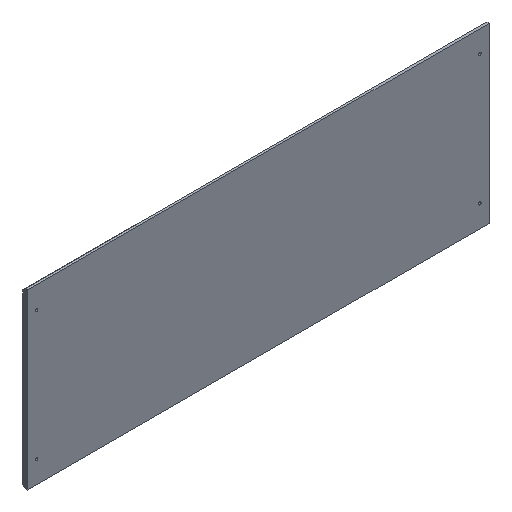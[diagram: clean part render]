
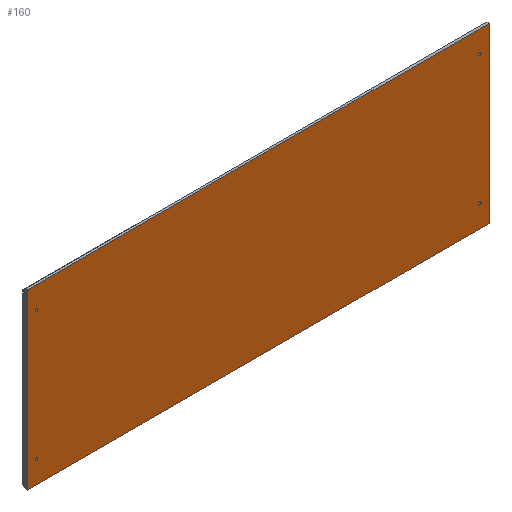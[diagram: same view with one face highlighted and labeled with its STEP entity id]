
A CAD part, isometric view. The second image highlights one B-rep face of the part: STEP entity #160.
In plain terms, the highlighted planar face has unit normal (0, -1, 0).
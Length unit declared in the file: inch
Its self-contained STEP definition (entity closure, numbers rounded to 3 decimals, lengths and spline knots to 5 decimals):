
#22 = VECTOR ( 'NONE', #36, 39.37008 ) ;
#25 = FACE_BOUND ( 'NONE', #163, .T. ) ;
#32 = EDGE_CURVE ( 'NONE', #377, #206, #64, .T. ) ;
#35 = CARTESIAN_POINT ( 'NONE',  ( 23.025, 0., 6.7177 ) ) ;
#36 = DIRECTION ( 'NONE',  ( -1., 0., 0. ) ) ;
#43 = CARTESIAN_POINT ( 'NONE',  ( -23.025, 0., -6.5852 ) ) ;
#50 = CARTESIAN_POINT ( 'NONE',  ( -23.025, 0., 6.7177 ) ) ;
#52 = LINE ( 'NONE', #447, #468 ) ;
#53 = ORIENTED_EDGE ( 'NONE', *, *, #337, .T. ) ;
#57 = LINE ( 'NONE', #140, #91 ) ;
#59 = DIRECTION ( 'NONE',  ( 0., 0., 1. ) ) ;
#64 = LINE ( 'NONE', #469, #22 ) ;
#66 = AXIS2_PLACEMENT_3D ( 'NONE', #365, #404, #59 ) ;
#72 = EDGE_CURVE ( 'NONE', #525, #362, #434, .T. ) ;
#73 = FACE_BOUND ( 'NONE', #406, .T. ) ;
#76 = CARTESIAN_POINT ( 'NONE',  ( 23.025, 0., -6.8502 ) ) ;
#78 = DIRECTION ( 'NONE',  ( 0., 0., 1. ) ) ;
#79 = FACE_OUTER_BOUND ( 'NONE', #234, .T. ) ;
#80 = AXIS2_PLACEMENT_3D ( 'NONE', #103, #278, #458 ) ;
#89 = CARTESIAN_POINT ( 'NONE',  ( 24., 0., 9. ) ) ;
#91 = VECTOR ( 'NONE', #241, 39.37008 ) ;
#98 = ORIENTED_EDGE ( 'NONE', *, *, #327, .T. ) ;
#103 = CARTESIAN_POINT ( 'NONE',  ( -23.025, 0., -6.7177 ) ) ;
#107 = DIRECTION ( 'NONE',  ( 0., 1., 0. ) ) ;
#112 = CARTESIAN_POINT ( 'NONE',  ( -24., 0., -9. ) ) ;
#119 = AXIS2_PLACEMENT_3D ( 'NONE', #419, #282, #463 ) ;
#132 = EDGE_CURVE ( 'NONE', #176, #377, #57, .T. ) ;
#140 = CARTESIAN_POINT ( 'NONE',  ( 24., 0., 9. ) ) ;
#147 = CIRCLE ( 'NONE', #436, 0.1325 ) ;
#152 = DIRECTION ( 'NONE',  ( 0., 0., 1. ) ) ;
#153 = VERTEX_POINT ( 'NONE', #277 ) ;
#154 = AXIS2_PLACEMENT_3D ( 'NONE', #289, #310, #202 ) ;
#160 = ADVANCED_FACE ( 'NONE', ( #371, #25, #380, #73, #79 ), #200, .T. ) ;
#163 = EDGE_LOOP ( 'NONE', ( #349, #535 ) ) ;
#176 = VERTEX_POINT ( 'NONE', #89 ) ;
#180 = CARTESIAN_POINT ( 'NONE',  ( 23.025, 0., -6.5852 ) ) ;
#185 = ORIENTED_EDGE ( 'NONE', *, *, #500, .F. ) ;
#195 = CARTESIAN_POINT ( 'NONE',  ( 23.025, 0., 6.7177 ) ) ;
#200 = PLANE ( 'NONE',  #119 ) ;
#202 = DIRECTION ( 'NONE',  ( 0., 0., 1. ) ) ;
#206 = VERTEX_POINT ( 'NONE', #112 ) ;
#229 = ORIENTED_EDGE ( 'NONE', *, *, #381, .T. ) ;
#234 = EDGE_LOOP ( 'NONE', ( #565, #185, #441, #492 ) ) ;
#241 = DIRECTION ( 'NONE',  ( 0., 0., -1. ) ) ;
#246 = LINE ( 'NONE', #383, #360 ) ;
#248 = DIRECTION ( 'NONE',  ( 0., 1., 0. ) ) ;
#261 = DIRECTION ( 'NONE',  ( 1., 0., 0. ) ) ;
#267 = VERTEX_POINT ( 'NONE', #180 ) ;
#277 = CARTESIAN_POINT ( 'NONE',  ( -23.025, 0., -6.8502 ) ) ;
#278 = DIRECTION ( 'NONE',  ( 0., 1., 0. ) ) ;
#282 = DIRECTION ( 'NONE',  ( 0., -1., 0. ) ) ;
#284 = AXIS2_PLACEMENT_3D ( 'NONE', #373, #107, #437 ) ;
#287 = EDGE_CURVE ( 'NONE', #409, #267, #379, .T. ) ;
#289 = CARTESIAN_POINT ( 'NONE',  ( 23.025, 0., -6.7177 ) ) ;
#308 = CARTESIAN_POINT ( 'NONE',  ( -23.025, 0., 6.8502 ) ) ;
#310 = DIRECTION ( 'NONE',  ( 0., 1., 0. ) ) ;
#319 = VERTEX_POINT ( 'NONE', #526 ) ;
#327 = EDGE_CURVE ( 'NONE', #319, #506, #517, .T. ) ;
#337 = EDGE_CURVE ( 'NONE', #506, #319, #555, .T. ) ;
#340 = DIRECTION ( 'NONE',  ( 0., 1., 0. ) ) ;
#342 = DIRECTION ( 'NONE',  ( 0., 1., 0. ) ) ;
#349 = ORIENTED_EDGE ( 'NONE', *, *, #567, .T. ) ;
#360 = VECTOR ( 'NONE', #518, 39.37008 ) ;
#362 = VERTEX_POINT ( 'NONE', #427 ) ;
#363 = EDGE_CURVE ( 'NONE', #206, #403, #246, .T. ) ;
#365 = CARTESIAN_POINT ( 'NONE',  ( -23.025, 0., 6.7177 ) ) ;
#370 = DIRECTION ( 'NONE',  ( 0., 0., 1. ) ) ;
#371 = FACE_BOUND ( 'NONE', #474, .T. ) ;
#373 = CARTESIAN_POINT ( 'NONE',  ( 23.025, 0., -6.7177 ) ) ;
#377 = VERTEX_POINT ( 'NONE', #462 ) ;
#379 = CIRCLE ( 'NONE', #154, 0.1325 ) ;
#380 = FACE_BOUND ( 'NONE', #461, .T. ) ;
#381 = EDGE_CURVE ( 'NONE', #362, #525, #414, .T. ) ;
#383 = CARTESIAN_POINT ( 'NONE',  ( -24., 0., 9. ) ) ;
#402 = CARTESIAN_POINT ( 'NONE',  ( 23.025, 0., 6.8502 ) ) ;
#403 = VERTEX_POINT ( 'NONE', #508 ) ;
#404 = DIRECTION ( 'NONE',  ( 0., 1., 0. ) ) ;
#405 = EDGE_CURVE ( 'NONE', #558, #153, #147, .T. ) ;
#406 = EDGE_LOOP ( 'NONE', ( #490, #229 ) ) ;
#409 = VERTEX_POINT ( 'NONE', #76 ) ;
#414 = CIRCLE ( 'NONE', #66, 0.1325 ) ;
#419 = CARTESIAN_POINT ( 'NONE',  ( 0., 0., 0. ) ) ;
#425 = AXIS2_PLACEMENT_3D ( 'NONE', #35, #342, #564 ) ;
#427 = CARTESIAN_POINT ( 'NONE',  ( -23.025, 0., 6.5852 ) ) ;
#434 = CIRCLE ( 'NONE', #537, 0.1325 ) ;
#436 = AXIS2_PLACEMENT_3D ( 'NONE', #512, #541, #370 ) ;
#437 = DIRECTION ( 'NONE',  ( 0., 0., 1. ) ) ;
#439 = EDGE_CURVE ( 'NONE', #153, #558, #509, .T. ) ;
#441 = ORIENTED_EDGE ( 'NONE', *, *, #363, .F. ) ;
#447 = CARTESIAN_POINT ( 'NONE',  ( -24., 0., 9. ) ) ;
#458 = DIRECTION ( 'NONE',  ( 0., 0., 1. ) ) ;
#461 = EDGE_LOOP ( 'NONE', ( #53, #98 ) ) ;
#462 = CARTESIAN_POINT ( 'NONE',  ( 24., 0., -9. ) ) ;
#463 = DIRECTION ( 'NONE',  ( 0., 0., -1. ) ) ;
#466 = ORIENTED_EDGE ( 'NONE', *, *, #439, .T. ) ;
#468 = VECTOR ( 'NONE', #261, 39.37008 ) ;
#469 = CARTESIAN_POINT ( 'NONE',  ( -24., 0., -9. ) ) ;
#474 = EDGE_LOOP ( 'NONE', ( #559, #466 ) ) ;
#490 = ORIENTED_EDGE ( 'NONE', *, *, #72, .T. ) ;
#492 = ORIENTED_EDGE ( 'NONE', *, *, #32, .F. ) ;
#500 = EDGE_CURVE ( 'NONE', #403, #176, #52, .T. ) ;
#506 = VERTEX_POINT ( 'NONE', #402 ) ;
#508 = CARTESIAN_POINT ( 'NONE',  ( -24., 0., 9. ) ) ;
#509 = CIRCLE ( 'NONE', #80, 0.1325 ) ;
#512 = CARTESIAN_POINT ( 'NONE',  ( -23.025, 0., -6.7177 ) ) ;
#516 = CIRCLE ( 'NONE', #284, 0.1325 ) ;
#517 = CIRCLE ( 'NONE', #549, 0.1325 ) ;
#518 = DIRECTION ( 'NONE',  ( 0., 0., 1. ) ) ;
#525 = VERTEX_POINT ( 'NONE', #308 ) ;
#526 = CARTESIAN_POINT ( 'NONE',  ( 23.025, 0., 6.5852 ) ) ;
#535 = ORIENTED_EDGE ( 'NONE', *, *, #287, .T. ) ;
#537 = AXIS2_PLACEMENT_3D ( 'NONE', #50, #340, #78 ) ;
#541 = DIRECTION ( 'NONE',  ( 0., 1., 0. ) ) ;
#549 = AXIS2_PLACEMENT_3D ( 'NONE', #195, #248, #152 ) ;
#555 = CIRCLE ( 'NONE', #425, 0.1325 ) ;
#558 = VERTEX_POINT ( 'NONE', #43 ) ;
#559 = ORIENTED_EDGE ( 'NONE', *, *, #405, .T. ) ;
#564 = DIRECTION ( 'NONE',  ( 0., 0., 1. ) ) ;
#565 = ORIENTED_EDGE ( 'NONE', *, *, #132, .F. ) ;
#567 = EDGE_CURVE ( 'NONE', #267, #409, #516, .T. ) ;
